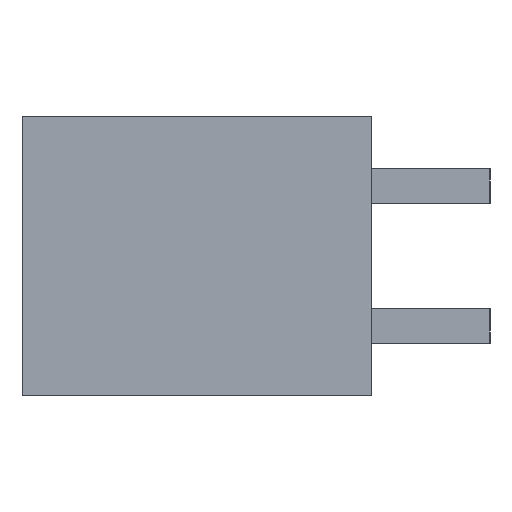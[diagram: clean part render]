
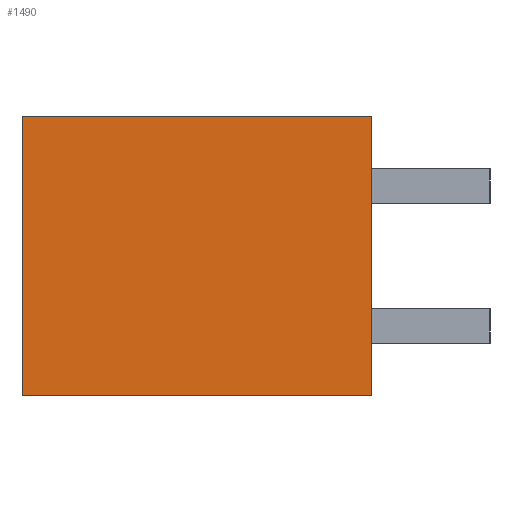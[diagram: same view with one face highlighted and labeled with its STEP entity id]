
A CAD part, left-side view. The second image highlights one B-rep face of the part: STEP entity #1490.
In plain terms, the highlighted planar face has unit normal (-1, 0, 0).
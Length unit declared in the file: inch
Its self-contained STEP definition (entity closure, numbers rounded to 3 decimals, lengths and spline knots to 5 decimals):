
#1490 = ADVANCED_FACE( '', ( #3279 ), #3280, .F. );
#3279 = FACE_OUTER_BOUND( '', #5375, .T. );
#3280 = PLANE( '', #5376 );
#5375 = EDGE_LOOP( '', ( #10006, #10007, #10008, #10009 ) );
#5376 = AXIS2_PLACEMENT_3D( '', #10010, #10011, #10012 );
#10006 = ORIENTED_EDGE( '', *, *, #14676, .T. );
#10007 = ORIENTED_EDGE( '', *, *, #14448, .F. );
#10008 = ORIENTED_EDGE( '', *, *, #14126, .F. );
#10009 = ORIENTED_EDGE( '', *, *, #13619, .T. );
#10010 = CARTESIAN_POINT( '', ( -0.76, 0.25, -0.1 ) );
#10011 = DIRECTION( '', ( 1., 0., 0. ) );
#10012 = DIRECTION( '', ( 0., 0., -1. ) );
#13619 = EDGE_CURVE( '', #16855, #16853, #16856, .T. );
#14126 = EDGE_CURVE( '', #16855, #17638, #17639, .T. );
#14448 = EDGE_CURVE( '', #17638, #18122, #18123, .T. );
#14676 = EDGE_CURVE( '', #16853, #18122, #18424, .T. );
#16853 = VERTEX_POINT( '', #21398 );
#16855 = VERTEX_POINT( '', #21401 );
#16856 = LINE( '', #21402, #21403 );
#17638 = VERTEX_POINT( '', #22559 );
#17639 = LINE( '', #22560, #22561 );
#18122 = VERTEX_POINT( '', #23309 );
#18123 = LINE( '', #23310, #23311 );
#18424 = LINE( '', #23772, #23773 );
#21398 = CARTESIAN_POINT( '', ( -0.76, 0., -0.1 ) );
#21401 = CARTESIAN_POINT( '', ( -0.76, 0.25, -0.1 ) );
#21402 = CARTESIAN_POINT( '', ( -0.76, 0.25, -0.1 ) );
#21403 = VECTOR( '', #25514, 39.37008 );
#22559 = CARTESIAN_POINT( '', ( -0.76, 0.25, 0.1 ) );
#22560 = CARTESIAN_POINT( '', ( -0.76, 0.25, -0.1 ) );
#22561 = VECTOR( '', #25952, 39.37008 );
#23309 = CARTESIAN_POINT( '', ( -0.76, 0., 0.1 ) );
#23310 = CARTESIAN_POINT( '', ( -0.76, 0.25, 0.1 ) );
#23311 = VECTOR( '', #26245, 39.37008 );
#23772 = CARTESIAN_POINT( '', ( -0.76, 0., -0.1 ) );
#23773 = VECTOR( '', #26409, 39.37008 );
#25514 = DIRECTION( '', ( 0., -1., 0. ) );
#25952 = DIRECTION( '', ( 0., 0., 1. ) );
#26245 = DIRECTION( '', ( 0., -1., 0. ) );
#26409 = DIRECTION( '', ( 0., 0., 1. ) );
